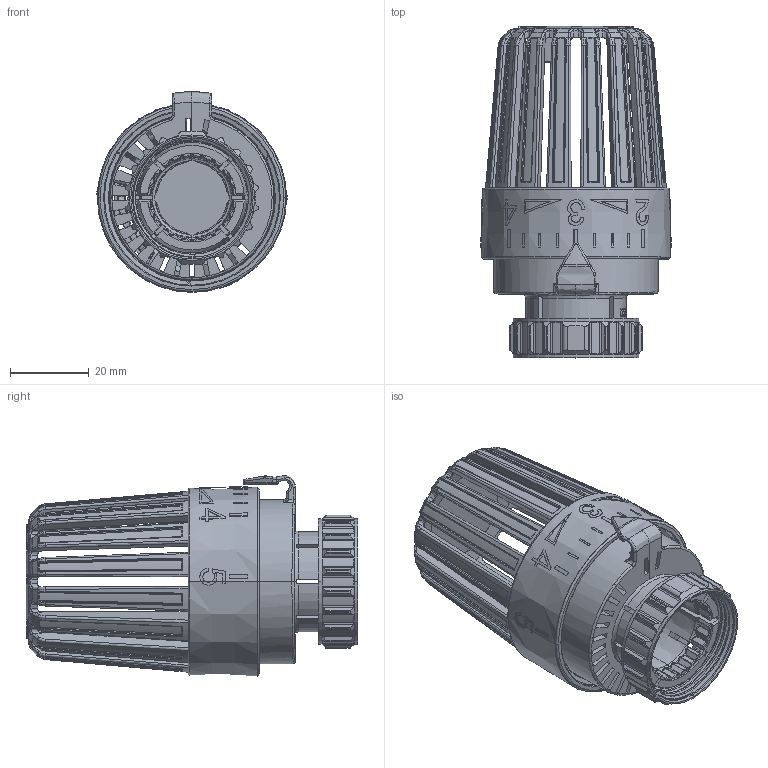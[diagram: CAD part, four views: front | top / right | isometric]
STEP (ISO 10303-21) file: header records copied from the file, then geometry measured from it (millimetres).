
FILE_DESCRIPTION((''),'2;1');
FILE_NAME('6850-00-500-HGZ_SW0001','2015-08-11T',('marann'),(''),'PRO/ENGINEER BY PARAMETRIC TECHNOLOGY CORPORATION, 2011490','PRO/ENGINEER BY PARAMETRIC TECHNOLOGY CORPORATION, 2011490','');
FILE_SCHEMA(('CONFIG_CONTROL_DESIGN'));
Length unit declared in the file: millimetre
Products named in the file (1): 6850-00-500-HGZ_SW0001
Bounding box: 48.25 x 84.11 x 50.9 mm (x, y, z)
Volume: 29969.3 mm3; surface area: 39591.5 mm2
Topology: 27 solids, 27 shells, 2431 faces, 6450 edges, 3927 vertices
Faces by surface type: bspline 759, plane 653, cylinder 468, cone 245, torus 196, sphere 102, extrusion 8
Entity records: 120539 total; most frequent: CARTESIAN_POINT 67539, ORIENTED_EDGE 12784, DIRECTION 8809, EDGE_CURVE 6392, VERTEX_POINT 3927, AXIS2_PLACEMENT_3D 3427, B_SPLINE_CURVE_WITH_KNOTS 2690, EDGE_LOOP 2489
